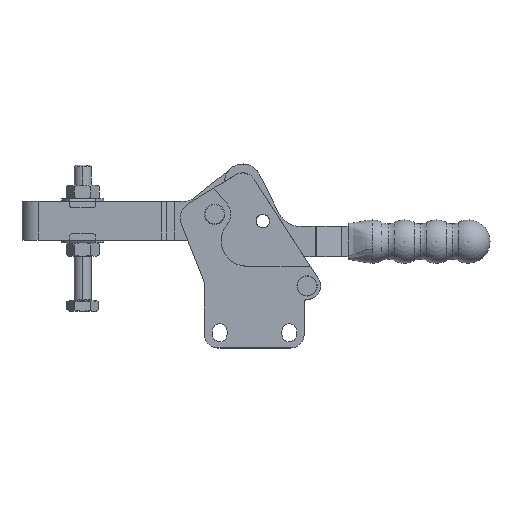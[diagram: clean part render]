
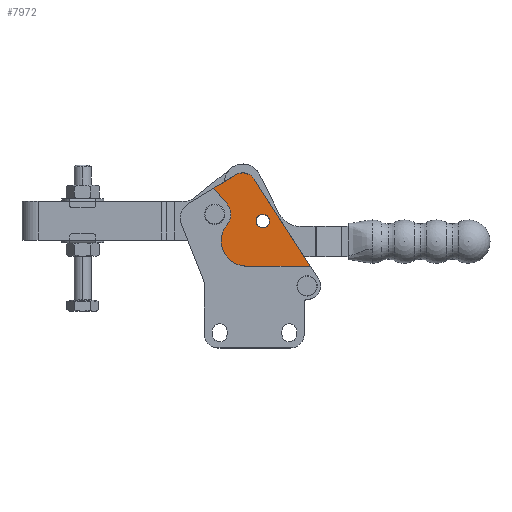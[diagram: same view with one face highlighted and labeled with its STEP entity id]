
A CAD part, top view. The second image highlights one B-rep face of the part: STEP entity #7972.
In plain terms, the highlighted planar face has unit normal (0, 0, 1).
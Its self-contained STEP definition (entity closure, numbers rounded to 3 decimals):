
#173 = VERTEX_POINT ( 'NONE', #1637 ) ;
#415 = CIRCLE ( 'NONE', #4513, 4. ) ;
#655 = DIRECTION ( 'NONE',  ( -0.542, 0.84, 0. ) ) ;
#748 = DIRECTION ( 'NONE',  ( 1., 0., 0. ) ) ;
#1054 = AXIS2_PLACEMENT_3D ( 'NONE', #15593, #8134, #748 ) ;
#1268 = ORIENTED_EDGE ( 'NONE', *, *, #12776, .T. ) ;
#1401 = CARTESIAN_POINT ( 'NONE',  ( -34.2, 56.3, 15. ) ) ;
#1561 = EDGE_CURVE ( 'NONE', #3856, #15732, #12301, .T. ) ;
#1637 = CARTESIAN_POINT ( 'NONE',  ( -6.03, 29.597, 15. ) ) ;
#1708 = DIRECTION ( 'NONE',  ( 0.643, -0.766, 0. ) ) ;
#1925 = VERTEX_POINT ( 'NONE', #4489 ) ;
#2410 = VERTEX_POINT ( 'NONE', #5593 ) ;
#2647 = DIRECTION ( 'NONE',  ( 1., 0., 0. ) ) ;
#2811 = DIRECTION ( 'NONE',  ( 0., 0., 1. ) ) ;
#3562 = CARTESIAN_POINT ( 'NONE',  ( -43.764, 44.597, 15. ) ) ;
#3856 = VERTEX_POINT ( 'NONE', #13421 ) ;
#4207 = EDGE_CURVE ( 'NONE', #15732, #12758, #13609, .T. ) ;
#4489 = CARTESIAN_POINT ( 'NONE',  ( -55.31, 54.172, 15. ) ) ;
#4513 = AXIS2_PLACEMENT_3D ( 'NONE', #1401, #10063, #2647 ) ;
#4935 = VERTEX_POINT ( 'NONE', #11792 ) ;
#4972 = EDGE_CURVE ( 'NONE', #173, #5563, #12794, .T. ) ;
#5150 = EDGE_CURVE ( 'NONE', #14708, #173, #8063, .T. ) ;
#5204 = FACE_OUTER_BOUND ( 'NONE', #7507, .T. ) ;
#5263 = CARTESIAN_POINT ( 'NONE',  ( -63.155, 75.777, 15. ) ) ;
#5431 = CARTESIAN_POINT ( 'NONE',  ( -43.764, 44.597, 15. ) ) ;
#5563 = VERTEX_POINT ( 'NONE', #10489 ) ;
#5593 = CARTESIAN_POINT ( 'NONE',  ( -30.2, 56.3, 15. ) ) ;
#5750 = VECTOR ( 'NONE', #655, 1000. ) ;
#5801 = DIRECTION ( 'NONE',  ( 0., 0., 1. ) ) ;
#5951 = ORIENTED_EDGE ( 'NONE', *, *, #6786, .T. ) ;
#6085 = DIRECTION ( 'NONE',  ( -0.855, -0.518, 0. ) ) ;
#6318 = CARTESIAN_POINT ( 'NONE',  ( -62.7, 60.3, 15. ) ) ;
#6677 = DIRECTION ( 'NONE',  ( 1., 0., 0. ) ) ;
#6786 = EDGE_CURVE ( 'NONE', #12758, #1925, #10687, .T. ) ;
#7026 = VERTEX_POINT ( 'NONE', #12922 ) ;
#7330 = VECTOR ( 'NONE', #1708, 1000. ) ;
#7507 = EDGE_LOOP ( 'NONE', ( #7602, #10386, #11996, #9017, #5951, #1268, #10450, #14388 ) ) ;
#7549 = DIRECTION ( 'NONE',  ( 1., 0., 0. ) ) ;
#7602 = ORIENTED_EDGE ( 'NONE', *, *, #4972, .T. ) ;
#7655 = VECTOR ( 'NONE', #8473, 1000. ) ;
#7733 = EDGE_CURVE ( 'NONE', #5563, #3856, #12052, .T. ) ;
#7972 = ADVANCED_FACE ( 'NONE', ( #11851, #5204 ), #14757, .T. ) ;
#8063 = LINE ( 'NONE', #10949, #7655 ) ;
#8134 = DIRECTION ( 'NONE',  ( 0., 0., 1. ) ) ;
#8473 = DIRECTION ( 'NONE',  ( 1., 0., 0. ) ) ;
#8505 = DIRECTION ( 'NONE',  ( 1., 0., 0. ) ) ;
#8533 = VECTOR ( 'NONE', #6085, 1000. ) ;
#8878 = AXIS2_PLACEMENT_3D ( 'NONE', #13289, #5801, #14539 ) ;
#9017 = ORIENTED_EDGE ( 'NONE', *, *, #4207, .T. ) ;
#9331 = AXIS2_PLACEMENT_3D ( 'NONE', #6318, #15035, #7549 ) ;
#9643 = EDGE_CURVE ( 'NONE', #7026, #14708, #12565, .T. ) ;
#10063 = DIRECTION ( 'NONE',  ( 0., 0., 1. ) ) ;
#10224 = CARTESIAN_POINT ( 'NONE',  ( -34.2, 56.3, 15. ) ) ;
#10386 = ORIENTED_EDGE ( 'NONE', *, *, #7733, .T. ) ;
#10450 = ORIENTED_EDGE ( 'NONE', *, *, #9643, .T. ) ;
#10489 = CARTESIAN_POINT ( 'NONE',  ( -39.311, 81.14, 15. ) ) ;
#10687 = CIRCLE ( 'NONE', #9331, 9.6 ) ;
#10949 = CARTESIAN_POINT ( 'NONE',  ( -43.764, 29.597, 15. ) ) ;
#11501 = DIRECTION ( 'NONE',  ( 1., 0., 0. ) ) ;
#11792 = CARTESIAN_POINT ( 'NONE',  ( -38.2, 56.3, 15. ) ) ;
#11851 = FACE_BOUND ( 'NONE', #14179, .T. ) ;
#11852 = CARTESIAN_POINT ( 'NONE',  ( -8.612, 33.597, 15. ) ) ;
#11928 = ORIENTED_EDGE ( 'NONE', *, *, #13740, .F. ) ;
#11991 = EDGE_CURVE ( 'NONE', #4935, #2410, #13505, .T. ) ;
#11996 = ORIENTED_EDGE ( 'NONE', *, *, #1561, .T. ) ;
#12052 = CIRCLE ( 'NONE', #1054, 8. ) ;
#12301 = LINE ( 'NONE', #5263, #8533 ) ;
#12565 = CIRCLE ( 'NONE', #15737, 15. ) ;
#12682 = AXIS2_PLACEMENT_3D ( 'NONE', #10224, #2811, #11501 ) ;
#12758 = VERTEX_POINT ( 'NONE', #14434 ) ;
#12776 = EDGE_CURVE ( 'NONE', #1925, #7026, #13664, .T. ) ;
#12794 = LINE ( 'NONE', #11852, #5750 ) ;
#12922 = CARTESIAN_POINT ( 'NONE',  ( -58.764, 44.597, 15. ) ) ;
#13289 = CARTESIAN_POINT ( 'NONE',  ( -43.764, 44.597, 15. ) ) ;
#13421 = CARTESIAN_POINT ( 'NONE',  ( -50.177, 83.642, 15. ) ) ;
#13505 = CIRCLE ( 'NONE', #12682, 4. ) ;
#13514 = ORIENTED_EDGE ( 'NONE', *, *, #11991, .F. ) ;
#13609 = LINE ( 'NONE', #15327, #7330 ) ;
#13664 = CIRCLE ( 'NONE', #8878, 15. ) ;
#13740 = EDGE_CURVE ( 'NONE', #2410, #4935, #415, .T. ) ;
#14175 = DIRECTION ( 'NONE',  ( 0., 0., 1. ) ) ;
#14179 = EDGE_LOOP ( 'NONE', ( #11928, #13514 ) ) ;
#14388 = ORIENTED_EDGE ( 'NONE', *, *, #5150, .T. ) ;
#14434 = CARTESIAN_POINT ( 'NONE',  ( -55.346, 66.471, 15. ) ) ;
#14486 = CARTESIAN_POINT ( 'NONE',  ( -43.764, 29.597, 15. ) ) ;
#14539 = DIRECTION ( 'NONE',  ( 1., 0., 0. ) ) ;
#14708 = VERTEX_POINT ( 'NONE', #14486 ) ;
#14757 = PLANE ( 'NONE',  #16030 ) ;
#15035 = DIRECTION ( 'NONE',  ( 0., 0., -1. ) ) ;
#15327 = CARTESIAN_POINT ( 'NONE',  ( -63.155, 75.777, 15. ) ) ;
#15402 = CARTESIAN_POINT ( 'NONE',  ( -63.155, 75.777, 15. ) ) ;
#15593 = CARTESIAN_POINT ( 'NONE',  ( -46.031, 76.8, 15. ) ) ;
#15732 = VERTEX_POINT ( 'NONE', #15402 ) ;
#15737 = AXIS2_PLACEMENT_3D ( 'NONE', #5431, #14175, #6677 ) ;
#15974 = DIRECTION ( 'NONE',  ( 0., 0., 1. ) ) ;
#16030 = AXIS2_PLACEMENT_3D ( 'NONE', #3562, #15974, #8505 ) ;
